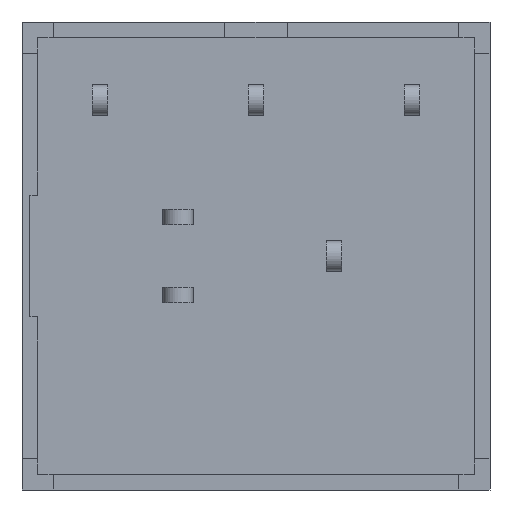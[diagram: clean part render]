
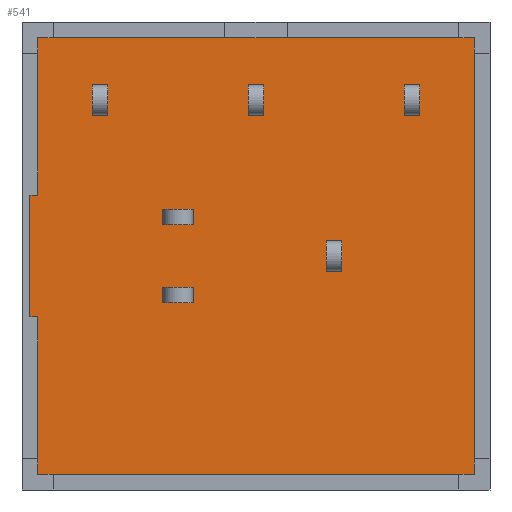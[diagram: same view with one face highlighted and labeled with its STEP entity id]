
A CAD part, front view. The second image highlights one B-rep face of the part: STEP entity #541.
In plain terms, the highlighted face is planar.
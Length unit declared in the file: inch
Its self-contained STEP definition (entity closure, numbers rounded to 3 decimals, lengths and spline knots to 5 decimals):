
#541 = ADVANCED_FACE( '', ( #1058 ), #1059, .T. );
#1058 = FACE_OUTER_BOUND( '', #1578, .T. );
#1059 = PLANE( '', #1579 );
#1578 = EDGE_LOOP( '', ( #2853, #2854, #2855, #2856, #2857, #2858, #2859, #2860 ) );
#1579 = AXIS2_PLACEMENT_3D( '', #2861, #2862, #2863 );
#2853 = ORIENTED_EDGE( '', *, *, #3330, .T. );
#2854 = ORIENTED_EDGE( '', *, *, #3761, .T. );
#2855 = ORIENTED_EDGE( '', *, *, #3435, .T. );
#2856 = ORIENTED_EDGE( '', *, *, #3586, .T. );
#2857 = ORIENTED_EDGE( '', *, *, #3615, .T. );
#2858 = ORIENTED_EDGE( '', *, *, #3326, .T. );
#2859 = ORIENTED_EDGE( '', *, *, #3762, .T. );
#2860 = ORIENTED_EDGE( '', *, *, #3514, .T. );
#2861 = CARTESIAN_POINT( '', ( 0.01, 0., 0. ) );
#2862 = DIRECTION( '', ( 1., 0., 0. ) );
#2863 = DIRECTION( '', ( 0., 0., -1. ) );
#3326 = EDGE_CURVE( '', #3999, #4004, #4006, .T. );
#3330 = EDGE_CURVE( '', #4012, #4010, #4013, .T. );
#3435 = EDGE_CURVE( '', #4195, #4193, #4196, .T. );
#3514 = EDGE_CURVE( '', #4316, #4012, #4317, .T. );
#3586 = EDGE_CURVE( '', #4193, #4416, #4418, .T. );
#3615 = EDGE_CURVE( '', #4416, #3999, #4462, .T. );
#3761 = EDGE_CURVE( '', #4010, #4195, #4639, .T. );
#3762 = EDGE_CURVE( '', #4004, #4316, #4640, .T. );
#3999 = VERTEX_POINT( '', #4964 );
#4004 = VERTEX_POINT( '', #4971 );
#4006 = LINE( '', #4974, #4975 );
#4010 = VERTEX_POINT( '', #4980 );
#4012 = VERTEX_POINT( '', #4983 );
#4013 = LINE( '', #4984, #4985 );
#4193 = VERTEX_POINT( '', #5243 );
#4195 = VERTEX_POINT( '', #5246 );
#4196 = LINE( '', #5247, #5248 );
#4316 = VERTEX_POINT( '', #5423 );
#4317 = LINE( '', #5424, #5425 );
#4416 = VERTEX_POINT( '', #5574 );
#4418 = LINE( '', #5577, #5578 );
#4462 = LINE( '', #5642, #5643 );
#4639 = LINE( '', #5914, #5915 );
#4640 = LINE( '', #5916, #5917 );
#4964 = CARTESIAN_POINT( '', ( 0.01, -0.29, -0.078 ) );
#4971 = CARTESIAN_POINT( '', ( 0.01, -0.28, -0.078 ) );
#4974 = CARTESIAN_POINT( '', ( 0.01, -0.29, -0.078 ) );
#4975 = VECTOR( '', #6094, 39.37008 );
#4980 = CARTESIAN_POINT( '', ( 0.01, 0.28, 0.28 ) );
#4983 = CARTESIAN_POINT( '', ( 0.01, 0.28, -0.28 ) );
#4984 = CARTESIAN_POINT( '', ( 0.01, 0.28, -0.28 ) );
#4985 = VECTOR( '', #6097, 39.37008 );
#5243 = CARTESIAN_POINT( '', ( 0.01, -0.28, 0.078 ) );
#5246 = CARTESIAN_POINT( '', ( 0.01, -0.28, 0.28 ) );
#5247 = CARTESIAN_POINT( '', ( 0.01, -0.28, 0.28 ) );
#5248 = VECTOR( '', #6198, 39.37008 );
#5423 = CARTESIAN_POINT( '', ( 0.01, -0.28, -0.28 ) );
#5424 = CARTESIAN_POINT( '', ( 0.01, -0.28, -0.28 ) );
#5425 = VECTOR( '', #6266, 39.37008 );
#5574 = CARTESIAN_POINT( '', ( 0.01, -0.29, 0.078 ) );
#5577 = CARTESIAN_POINT( '', ( 0.01, -0.28, 0.078 ) );
#5578 = VECTOR( '', #6331, 39.37008 );
#5642 = CARTESIAN_POINT( '', ( 0.01, -0.29, 0.078 ) );
#5643 = VECTOR( '', #6355, 39.37008 );
#5914 = CARTESIAN_POINT( '', ( 0.01, 0.28, 0.28 ) );
#5915 = VECTOR( '', #6468, 39.37008 );
#5916 = CARTESIAN_POINT( '', ( 0.01, -0.28, -0.078 ) );
#5917 = VECTOR( '', #6469, 39.37008 );
#6094 = DIRECTION( '', ( 0., 1., 0. ) );
#6097 = DIRECTION( '', ( 0., 0., 1. ) );
#6198 = DIRECTION( '', ( 0., 0., -1. ) );
#6266 = DIRECTION( '', ( 0., 1., 0. ) );
#6331 = DIRECTION( '', ( 0., -1., 0. ) );
#6355 = DIRECTION( '', ( 0., 0., -1. ) );
#6468 = DIRECTION( '', ( 0., -1., 0. ) );
#6469 = DIRECTION( '', ( 0., 0., -1. ) );
